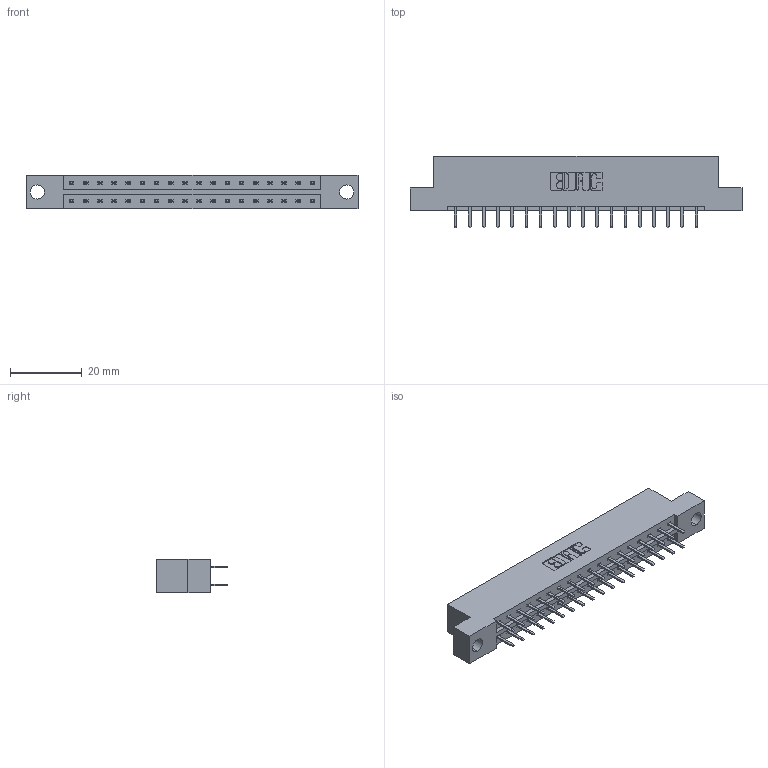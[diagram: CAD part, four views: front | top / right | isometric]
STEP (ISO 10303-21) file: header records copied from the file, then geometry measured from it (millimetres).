
FILE_DESCRIPTION (( 'STEP AP203' ), '1' );
FILE_NAME ('333-036-520-204.STEP', '2018-08-03T00:16:16', ( '' ), ( '' ), 'SwSTEP 2.0', 'SolidWorks 2016', '' );
FILE_SCHEMA (( 'CONFIG_CONTROL_DESIGN' ));
Length unit declared in the file: inch
Products named in the file (3): 345-292-001_345-293-120; 333-036-520-204; 333 Part_Flush - .156 Dia - TH
Assembly tree (37 placements, depth 2):
  333-036-520-204
    333 Part_Flush - .156 Dia - TH
    345-292-001_345-293-120  x36
Bounding box: 92.86 x 20.02 x 9.4 mm (x, y, z)
Volume: 9152.6 mm3; surface area: 10320.3 mm2
Topology: 37 solids, 37 shells, 2130 faces, 6179 edges, 4022 vertices
Faces by surface type: plane 1438, cylinder 692
Entity records: 14801 total; most frequent: CARTESIAN_POINT 2494, ORIENTED_EDGE 2418, DIRECTION 2161, EDGE_CURVE 1209, VECTOR 1077, LINE 1077, VERTEX_POINT 802, AXIS2_PLACEMENT_3D 542
